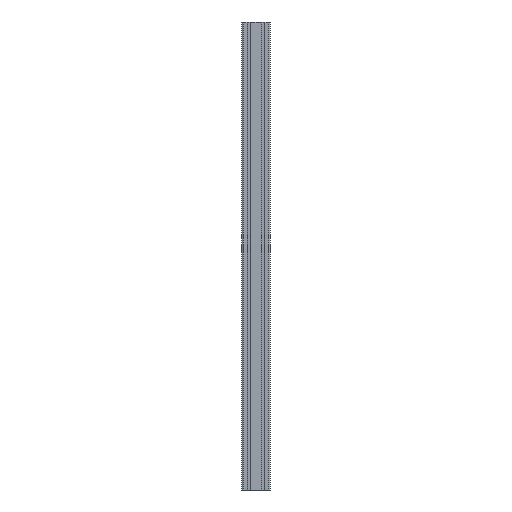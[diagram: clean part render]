
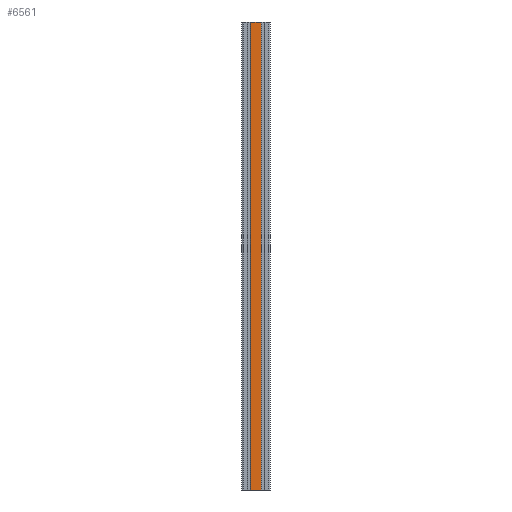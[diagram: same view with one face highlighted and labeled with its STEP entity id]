
A CAD part, front view. The second image highlights one B-rep face of the part: STEP entity #6561.
In plain terms, the highlighted planar face has unit normal (0, -1, 0).
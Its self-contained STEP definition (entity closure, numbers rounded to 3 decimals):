
#142=PLANE($,#7116);
#417=FACE_OUTER_BOUND($,#753,.T.);
#753=EDGE_LOOP($,(#5043,#5044,#5045,#5046));
#1311=LINE($,#10635,#1967);
#1312=LINE($,#10638,#1968);
#1313=LINE($,#10640,#1969);
#1314=LINE($,#10641,#1970);
#1967=VECTOR($,#8640,1000.);
#1968=VECTOR($,#8643,21.8);
#1969=VECTOR($,#8644,21.8);
#1970=VECTOR($,#8645,1000.);
#2967=VERTEX_POINT($,#10631);
#2968=VERTEX_POINT($,#10633);
#2969=VERTEX_POINT($,#10637);
#2970=VERTEX_POINT($,#10639);
#3841=EDGE_CURVE($,#2967,#2968,#1311,.T.);
#3842=EDGE_CURVE($,#2969,#2967,#1312,.T.);
#3843=EDGE_CURVE($,#2970,#2968,#1313,.T.);
#3844=EDGE_CURVE($,#2969,#2970,#1314,.T.);
#5043=ORIENTED_EDGE($,*,*,#3842,.T.);
#5044=ORIENTED_EDGE($,*,*,#3841,.T.);
#5045=ORIENTED_EDGE($,*,*,#3843,.F.);
#5046=ORIENTED_EDGE($,*,*,#3844,.F.);
#6561=ADVANCED_FACE($,(#417),#142,.T.);
#7116=AXIS2_PLACEMENT_3D($,#10636,#8641,#8642);
#8640=DIRECTION($,(0.,0.,1.));
#8641=DIRECTION('center_axis',(0.,-1.,0.));
#8642=DIRECTION('ref_axis',(1.,0.,0.));
#8643=DIRECTION($,(1.,0.,0.));
#8644=DIRECTION($,(1.,0.,0.));
#8645=DIRECTION($,(0.,0.,1.));
#10631=CARTESIAN_POINT('',(10.872,-31.02,0.));
#10633=CARTESIAN_POINT('',(10.872,-31.02,1000.));
#10635=CARTESIAN_POINT($,(10.872,-31.02,0.));
#10636=CARTESIAN_POINT('Origin',(-10.928,-31.02,0.));
#10637=CARTESIAN_POINT('',(-10.928,-31.02,0.));
#10638=CARTESIAN_POINT($,(-10.928,-31.02,0.));
#10639=CARTESIAN_POINT('',(-10.928,-31.02,1000.));
#10640=CARTESIAN_POINT($,(-10.928,-31.02,1000.));
#10641=CARTESIAN_POINT($,(-10.928,-31.02,0.));
